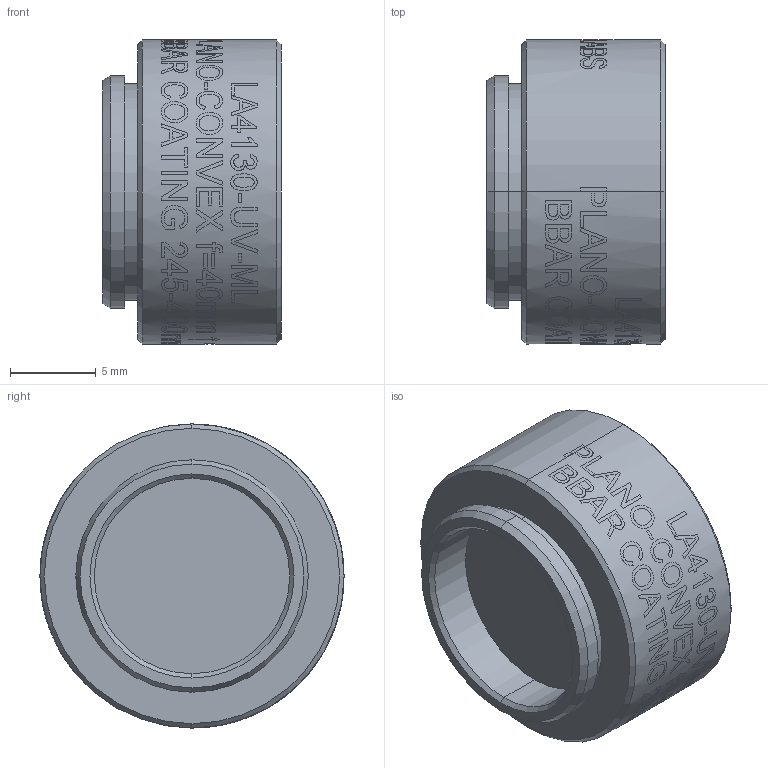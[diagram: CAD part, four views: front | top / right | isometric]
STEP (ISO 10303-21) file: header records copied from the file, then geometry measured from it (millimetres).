
FILE_DESCRIPTION (( 'STEP AP203' ), '1' );
FILE_NAME ('TTN039162-E0W.STEP', '2015-11-04T21:44:13', ( 'admin' ), ( '' ), 'SwSTEP 2.0', 'SolidWorks 2014', '' );
FILE_SCHEMA (( 'CONFIG_CONTROL_DESIGN' ));
Length unit declared in the file: millimetre
Products named in the file (1): TTN039162-E0W
Bounding box: 10.41 x 17.78 x 17.78 mm (x, y, z)
Volume: 1328 mm3; surface area: 1843.6 mm2
Topology: 3 solids, 3 shells, 142 faces, 829 edges, 780 vertices
Faces by surface type: cylinder 109, plane 16, cone 15, torus 2
Entity records: 14003 total; most frequent: CARTESIAN_POINT 7471, ORIENTED_EDGE 1654, DIRECTION 1002, EDGE_CURVE 827, VERTEX_POINT 780, AXIS2_PLACEMENT_3D 399, B_SPLINE_CURVE_WITH_KNOTS 367, CIRCLE 256
